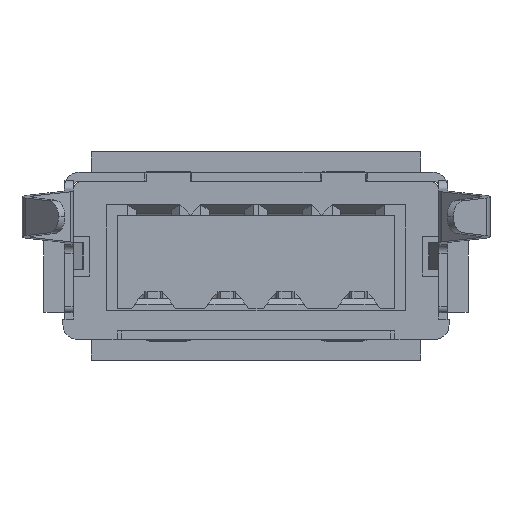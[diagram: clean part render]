
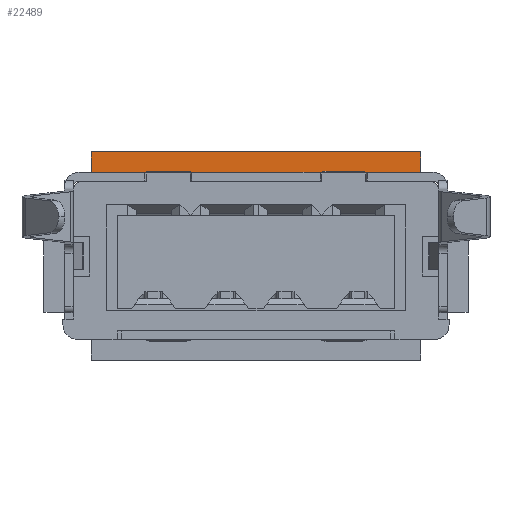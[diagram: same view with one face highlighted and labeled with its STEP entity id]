
A CAD part, front view. The second image highlights one B-rep face of the part: STEP entity #22489.
In plain terms, the highlighted planar face has unit normal (0, -1, 0).
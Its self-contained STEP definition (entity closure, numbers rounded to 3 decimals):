
#22469=AXIS2_PLACEMENT_3D('Plane Axis2P3D',#22466,#22467,#22468) ;
#19445=CARTESIAN_POINT('Vertex',(20.184,20.791,0.02)) ;
#19448=CARTESIAN_POINT('Line Origine',(17.634,20.791,0.02)) ;
#19452=CARTESIAN_POINT('Vertex',(15.084,20.791,0.02)) ;
#20555=CARTESIAN_POINT('Vertex',(20.184,20.791,0.72)) ;
#20558=CARTESIAN_POINT('Line Origine',(20.184,20.791,0.37)) ;
#21076=CARTESIAN_POINT('Vertex',(15.034,20.791,0.02)) ;
#21079=CARTESIAN_POINT('Line Origine',(11.984,20.791,0.02)) ;
#21083=CARTESIAN_POINT('Vertex',(8.934,20.791,0.02)) ;
#21572=CARTESIAN_POINT('Line Origine',(8.934,20.791,0.37)) ;
#21576=CARTESIAN_POINT('Vertex',(8.934,20.791,0.72)) ;
#22466=CARTESIAN_POINT('Axis2P3D Location',(8.934,20.791,0.02)) ;
#22471=CARTESIAN_POINT('Line Origine',(15.059,20.791,0.02)) ;
#22476=CARTESIAN_POINT('Line Origine',(14.559,20.791,0.72)) ;
#19449=DIRECTION('Vector Direction',(1.,0.,0.)) ;
#20559=DIRECTION('Vector Direction',(0.,0.,1.)) ;
#21080=DIRECTION('Vector Direction',(1.,0.,0.)) ;
#21573=DIRECTION('Vector Direction',(0.,0.,1.)) ;
#22467=DIRECTION('Axis2P3D Direction',(0.,-1.,0.)) ;
#22468=DIRECTION('Axis2P3D XDirection',(0.,0.,1.)) ;
#22472=DIRECTION('Vector Direction',(1.,0.,0.)) ;
#22477=DIRECTION('Vector Direction',(1.,0.,0.)) ;
#19450=VECTOR('Line Direction',#19449,1.) ;
#20560=VECTOR('Line Direction',#20559,1.) ;
#21081=VECTOR('Line Direction',#21080,1.) ;
#21574=VECTOR('Line Direction',#21573,1.) ;
#22473=VECTOR('Line Direction',#22472,1.) ;
#22478=VECTOR('Line Direction',#22477,1.) ;
#22482=ORIENTED_EDGE('',*,*,#22475,.T.) ;
#22483=ORIENTED_EDGE('',*,*,#19454,.T.) ;
#22484=ORIENTED_EDGE('',*,*,#20562,.T.) ;
#22485=ORIENTED_EDGE('',*,*,#22480,.F.) ;
#22486=ORIENTED_EDGE('',*,*,#21578,.F.) ;
#22487=ORIENTED_EDGE('',*,*,#21085,.T.) ;
#22489=ADVANCED_FACE('31\\MANIFOLD_SOLID_BREP #19661',(#22488),#22470,.T.) ;
#19454=EDGE_CURVE('',#19453,#19446,#19451,.T.) ;
#20562=EDGE_CURVE('',#19446,#20556,#20561,.T.) ;
#21085=EDGE_CURVE('',#21084,#21077,#21082,.T.) ;
#21578=EDGE_CURVE('',#21084,#21577,#21575,.T.) ;
#22475=EDGE_CURVE('',#21077,#19453,#22474,.T.) ;
#22480=EDGE_CURVE('',#21577,#20556,#22479,.T.) ;
#22481=EDGE_LOOP('',(#22482,#22483,#22484,#22485,#22486,#22487)) ;
#22488=FACE_OUTER_BOUND('',#22481,.T.) ;
#19451=LINE('Line',#19448,#19450) ;
#20561=LINE('Line',#20558,#20560) ;
#21082=LINE('Line',#21079,#21081) ;
#21575=LINE('Line',#21572,#21574) ;
#22474=LINE('Line',#22471,#22473) ;
#22479=LINE('Line',#22476,#22478) ;
#22470=PLANE('',#22469) ;
#19446=VERTEX_POINT('',#19445) ;
#19453=VERTEX_POINT('',#19452) ;
#20556=VERTEX_POINT('',#20555) ;
#21077=VERTEX_POINT('',#21076) ;
#21084=VERTEX_POINT('',#21083) ;
#21577=VERTEX_POINT('',#21576) ;
